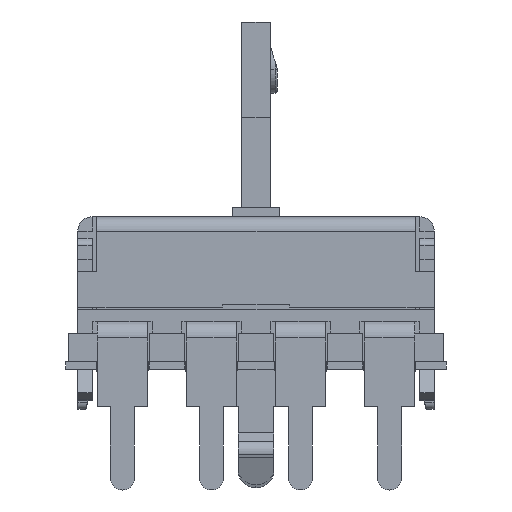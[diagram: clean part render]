
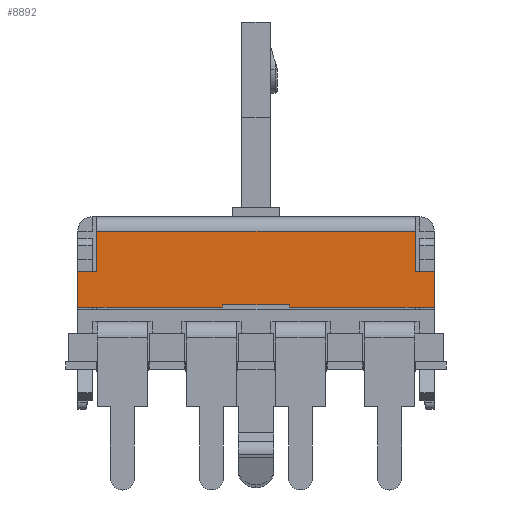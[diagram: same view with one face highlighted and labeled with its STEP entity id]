
A CAD part, left-side view. The second image highlights one B-rep face of the part: STEP entity #8892.
In plain terms, the highlighted planar face has unit normal (-1, 0, 0).
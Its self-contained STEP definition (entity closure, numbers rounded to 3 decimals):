
#951 = CARTESIAN_POINT ( 'NONE',  ( -44., -7.5, 2.3 ) ) ;
#1811 = DIRECTION ( 'NONE',  ( 0., 1., 0. ) ) ;
#2530 = CARTESIAN_POINT ( 'NONE',  ( -44., -6.7, 3.8 ) ) ;
#2583 = EDGE_CURVE ( 'NONE', #39315, #4069, #16593, .T. ) ;
#3104 = EDGE_CURVE ( 'NONE', #21881, #7936, #32068, .T. ) ;
#3382 = CARTESIAN_POINT ( 'NONE',  ( -44., -7.5, 3.8 ) ) ;
#3487 = ORIENTED_EDGE ( 'NONE', *, *, #26696, .T. ) ;
#3586 = DIRECTION ( 'NONE',  ( 0., 1., 0. ) ) ;
#3812 = ORIENTED_EDGE ( 'NONE', *, *, #27879, .T. ) ;
#4069 = VERTEX_POINT ( 'NONE', #34837 ) ;
#4145 = CARTESIAN_POINT ( 'NONE',  ( -44., 7.5, 3.8 ) ) ;
#4429 = CARTESIAN_POINT ( 'NONE',  ( -44., 1.4, 2.4 ) ) ;
#5504 = ORIENTED_EDGE ( 'NONE', *, *, #11556, .T. ) ;
#5602 = PLANE ( 'NONE',  #29736 ) ;
#6127 = VECTOR ( 'NONE', #13079, 1000. ) ;
#6130 = VERTEX_POINT ( 'NONE', #39890 ) ;
#6313 = VECTOR ( 'NONE', #39321, 1000. ) ;
#6607 = ORIENTED_EDGE ( 'NONE', *, *, #12976, .T. ) ;
#6608 = CARTESIAN_POINT ( 'NONE',  ( -44., -1.4, 2.3 ) ) ;
#6653 = CARTESIAN_POINT ( 'NONE',  ( -44., 6.7, 2.3 ) ) ;
#7594 = DIRECTION ( 'NONE',  ( 0., 0., 1. ) ) ;
#7936 = VERTEX_POINT ( 'NONE', #26209 ) ;
#8307 = CARTESIAN_POINT ( 'NONE',  ( -44., -6.7, 5.5 ) ) ;
#8892 = ADVANCED_FACE ( 'NONE', ( #34093 ), #5602, .T. ) ;
#9823 = VECTOR ( 'NONE', #40358, 1000. ) ;
#10468 = LINE ( 'NONE', #2530, #11681 ) ;
#10674 = DIRECTION ( 'NONE',  ( 0., -1., 0. ) ) ;
#11556 = EDGE_CURVE ( 'NONE', #6130, #12502, #21357, .T. ) ;
#11681 = VECTOR ( 'NONE', #18140, 1000. ) ;
#12149 = VECTOR ( 'NONE', #1811, 1000. ) ;
#12502 = VERTEX_POINT ( 'NONE', #4145 ) ;
#12889 = ORIENTED_EDGE ( 'NONE', *, *, #34381, .T. ) ;
#12976 = EDGE_CURVE ( 'NONE', #4069, #15219, #29805, .T. ) ;
#13079 = DIRECTION ( 'NONE',  ( 0., 0., 1. ) ) ;
#13191 = DIRECTION ( 'NONE',  ( 0., -1., 0. ) ) ;
#13368 = LINE ( 'NONE', #35609, #32376 ) ;
#14065 = EDGE_CURVE ( 'NONE', #16662, #24449, #24129, .T. ) ;
#14197 = VERTEX_POINT ( 'NONE', #30966 ) ;
#14730 = EDGE_CURVE ( 'NONE', #29012, #21881, #16771, .T. ) ;
#15219 = VERTEX_POINT ( 'NONE', #38146 ) ;
#15805 = CARTESIAN_POINT ( 'NONE',  ( -44., 6.7, 5.5 ) ) ;
#16418 = DIRECTION ( 'NONE',  ( 0., 1., 0. ) ) ;
#16593 = LINE ( 'NONE', #38017, #6127 ) ;
#16662 = VERTEX_POINT ( 'NONE', #15805 ) ;
#16771 = LINE ( 'NONE', #951, #28633 ) ;
#17349 = ORIENTED_EDGE ( 'NONE', *, *, #2583, .T. ) ;
#17479 = CARTESIAN_POINT ( 'NONE',  ( -44., -6.7, 5.5 ) ) ;
#18140 = DIRECTION ( 'NONE',  ( 0., 0., 1. ) ) ;
#19229 = LINE ( 'NONE', #25250, #29269 ) ;
#19238 = EDGE_CURVE ( 'NONE', #6130, #16662, #28406, .T. ) ;
#19303 = DIRECTION ( 'NONE',  ( 0., -1., 0. ) ) ;
#19449 = EDGE_LOOP ( 'NONE', ( #24555, #37009, #5504, #39587, #31268, #17349, #6607, #3487, #3812, #31701, #39527, #12889 ) ) ;
#20445 = CARTESIAN_POINT ( 'NONE',  ( -44., -1.4, 2.4 ) ) ;
#21170 = CARTESIAN_POINT ( 'NONE',  ( -44., 6.7, 3.8 ) ) ;
#21357 = LINE ( 'NONE', #21170, #12149 ) ;
#21881 = VERTEX_POINT ( 'NONE', #37207 ) ;
#22346 = VECTOR ( 'NONE', #25484, 1000. ) ;
#24129 = LINE ( 'NONE', #8307, #6313 ) ;
#24449 = VERTEX_POINT ( 'NONE', #17479 ) ;
#24555 = ORIENTED_EDGE ( 'NONE', *, *, #14065, .F. ) ;
#25250 = CARTESIAN_POINT ( 'NONE',  ( -44., 7.5, 2.3 ) ) ;
#25484 = DIRECTION ( 'NONE',  ( 0., 0., 1. ) ) ;
#25523 = LINE ( 'NONE', #6608, #27137 ) ;
#26209 = CARTESIAN_POINT ( 'NONE',  ( -44., -6.7, 3.8 ) ) ;
#26250 = DIRECTION ( 'NONE',  ( 0., 0., -1. ) ) ;
#26287 = VECTOR ( 'NONE', #3586, 1000. ) ;
#26696 = EDGE_CURVE ( 'NONE', #15219, #27823, #37044, .T. ) ;
#26889 = CARTESIAN_POINT ( 'NONE',  ( -44., -7.5, 2.3 ) ) ;
#27137 = VECTOR ( 'NONE', #19303, 1000. ) ;
#27823 = VERTEX_POINT ( 'NONE', #30348 ) ;
#27879 = EDGE_CURVE ( 'NONE', #27823, #29012, #25523, .T. ) ;
#28406 = LINE ( 'NONE', #37762, #22346 ) ;
#28633 = VECTOR ( 'NONE', #7594, 1000. ) ;
#29012 = VERTEX_POINT ( 'NONE', #26889 ) ;
#29093 = DIRECTION ( 'NONE',  ( -1., 0., 0. ) ) ;
#29269 = VECTOR ( 'NONE', #13191, 1000. ) ;
#29736 = AXIS2_PLACEMENT_3D ( 'NONE', #6653, #29093, #16418 ) ;
#29805 = LINE ( 'NONE', #4429, #32058 ) ;
#30348 = CARTESIAN_POINT ( 'NONE',  ( -44., -1.4, 2.3 ) ) ;
#30966 = CARTESIAN_POINT ( 'NONE',  ( -44., 7.5, 2.3 ) ) ;
#31268 = ORIENTED_EDGE ( 'NONE', *, *, #37707, .T. ) ;
#31701 = ORIENTED_EDGE ( 'NONE', *, *, #14730, .T. ) ;
#32058 = VECTOR ( 'NONE', #10674, 1000. ) ;
#32068 = LINE ( 'NONE', #3382, #26287 ) ;
#32376 = VECTOR ( 'NONE', #26250, 1000. ) ;
#34093 = FACE_OUTER_BOUND ( 'NONE', #19449, .T. ) ;
#34381 = EDGE_CURVE ( 'NONE', #7936, #24449, #10468, .T. ) ;
#34837 = CARTESIAN_POINT ( 'NONE',  ( -44., 1.4, 2.4 ) ) ;
#35609 = CARTESIAN_POINT ( 'NONE',  ( -44., 7.5, 3.8 ) ) ;
#37009 = ORIENTED_EDGE ( 'NONE', *, *, #19238, .F. ) ;
#37044 = LINE ( 'NONE', #20445, #9823 ) ;
#37207 = CARTESIAN_POINT ( 'NONE',  ( -44., -7.5, 3.8 ) ) ;
#37707 = EDGE_CURVE ( 'NONE', #14197, #39315, #19229, .T. ) ;
#37762 = CARTESIAN_POINT ( 'NONE',  ( -44., 6.7, 6.1 ) ) ;
#38017 = CARTESIAN_POINT ( 'NONE',  ( -44., 1.4, 2.3 ) ) ;
#38067 = EDGE_CURVE ( 'NONE', #12502, #14197, #13368, .T. ) ;
#38146 = CARTESIAN_POINT ( 'NONE',  ( -44., -1.4, 2.4 ) ) ;
#39315 = VERTEX_POINT ( 'NONE', #40932 ) ;
#39321 = DIRECTION ( 'NONE',  ( 0., -1., 0. ) ) ;
#39527 = ORIENTED_EDGE ( 'NONE', *, *, #3104, .T. ) ;
#39587 = ORIENTED_EDGE ( 'NONE', *, *, #38067, .T. ) ;
#39890 = CARTESIAN_POINT ( 'NONE',  ( -44., 6.7, 3.8 ) ) ;
#40358 = DIRECTION ( 'NONE',  ( 0., 0., -1. ) ) ;
#40932 = CARTESIAN_POINT ( 'NONE',  ( -44., 1.4, 2.3 ) ) ;
